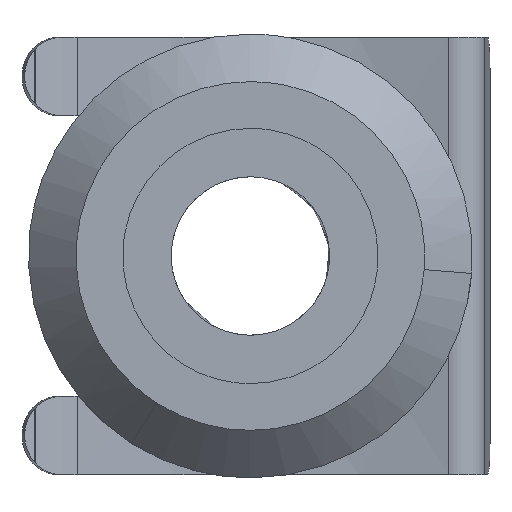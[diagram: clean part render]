
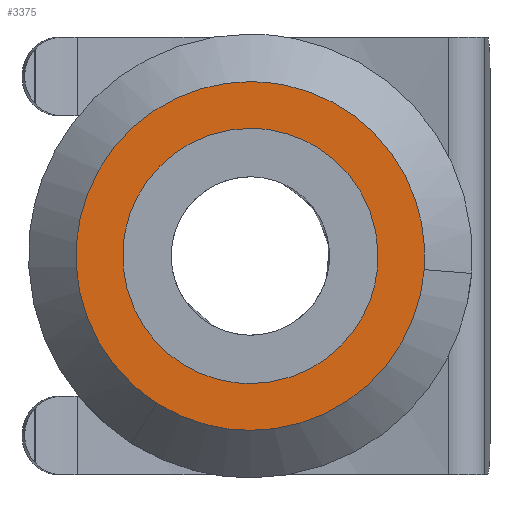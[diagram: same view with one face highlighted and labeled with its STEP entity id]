
A CAD part, front view. The second image highlights one B-rep face of the part: STEP entity #3375.
In plain terms, the highlighted free-form (B-spline) face has degree [1, 1] with [2, 2] control points.
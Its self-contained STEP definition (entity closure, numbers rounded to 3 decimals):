
#1440=CARTESIAN_POINT('',(-4.,-7.994,-0.95));
#1441=VERTEX_POINT('',#1440);
#1447=CARTESIAN_POINT('',(-4.,0.0,8.05));
#1448=VERTEX_POINT('',#1447);
#1449=CARTESIAN_POINT('',(-4.,-7.994,-0.95));
#1450=CARTESIAN_POINT('',(-4.,-8.05,-0.477));
#1451=CARTESIAN_POINT('',(-4.,-8.05,0.0));
#1452=CARTESIAN_POINT('',(-4.,-8.05,8.05));
#1453=CARTESIAN_POINT('',(-4.,0.0,8.05));
#1461=(BOUNDED_CURVE()B_SPLINE_CURVE(2,(#1449,#1450,#1451,#1452,#1453),.UNSPECIFIED.,.F.,.U.)B_SPLINE_CURVE_WITH_KNOTS((3,2,3),(0.23,0.25,0.5),.UNSPECIFIED.)CURVE()GEOMETRIC_REPRESENTATION_ITEM()RATIONAL_B_SPLINE_CURVE((0.956,0.976,1.0,0.707,1.0))REPRESENTATION_ITEM(''));
#1462=EDGE_CURVE('',#1441,#1448,#1461,.T.);
#1464=CARTESIAN_POINT('',(-4.,8.035,0.491));
#1465=VERTEX_POINT('',#1464);
#1466=CARTESIAN_POINT('',(-4.,0.0,8.05));
#1467=CARTESIAN_POINT('',(-4.,7.573,8.05));
#1468=CARTESIAN_POINT('',(-4.,8.035,0.491));
#1476=(BOUNDED_CURVE()B_SPLINE_CURVE(2,(#1466,#1467,#1468),.UNSPECIFIED.,.F.,.U.)B_SPLINE_CURVE_WITH_KNOTS((3,3),(0.5,0.739),.UNSPECIFIED.)CURVE()GEOMETRIC_REPRESENTATION_ITEM()RATIONAL_B_SPLINE_CURVE((1.0,0.72,0.976))REPRESENTATION_ITEM(''));
#1477=EDGE_CURVE('',#1448,#1465,#1476,.T.);
#1551=CARTESIAN_POINT('',(-4.,0.0,-8.05));
#1552=VERTEX_POINT('',#1551);
#1553=CARTESIAN_POINT('',(-4.,8.035,0.491));
#1554=CARTESIAN_POINT('',(-4.,8.05,0.246));
#1555=CARTESIAN_POINT('',(-4.,8.05,0.0));
#1556=CARTESIAN_POINT('',(-4.,8.05,-8.05));
#1557=CARTESIAN_POINT('',(-4.,0.0,-8.05));
#1565=(BOUNDED_CURVE()B_SPLINE_CURVE(2,(#1553,#1554,#1555,#1556,#1557),.UNSPECIFIED.,.F.,.U.)B_SPLINE_CURVE_WITH_KNOTS((3,2,3),(0.739,0.75,1.0),.UNSPECIFIED.)CURVE()GEOMETRIC_REPRESENTATION_ITEM()RATIONAL_B_SPLINE_CURVE((0.976,0.988,1.0,0.707,1.0))REPRESENTATION_ITEM(''));
#1566=EDGE_CURVE('',#1465,#1552,#1565,.T.);
#1568=CARTESIAN_POINT('',(-4.,0.0,-8.05));
#1569=CARTESIAN_POINT('',(-4.,-7.15,-8.05));
#1570=CARTESIAN_POINT('',(-4.,-7.994,-0.95));
#1578=(BOUNDED_CURVE()B_SPLINE_CURVE(2,(#1568,#1569,#1570),.UNSPECIFIED.,.F.,.U.)B_SPLINE_CURVE_WITH_KNOTS((3,3),(0.0,0.23),.UNSPECIFIED.)CURVE()GEOMETRIC_REPRESENTATION_ITEM()RATIONAL_B_SPLINE_CURVE((1.0,0.731,0.956))REPRESENTATION_ITEM(''));
#1579=EDGE_CURVE('',#1552,#1441,#1578,.T.);
#1832=CARTESIAN_POINT('',(-4.,5.916,-9.273));
#1833=VERTEX_POINT('',#1832);
#1839=CARTESIAN_POINT('',(-4.,0.0,11.));
#1840=VERTEX_POINT('',#1839);
#1841=CARTESIAN_POINT('',(-4.,0.0,11.));
#1842=CARTESIAN_POINT('',(-4.,11.,11.));
#1843=CARTESIAN_POINT('',(-4.,11.,0.0));
#1844=CARTESIAN_POINT('',(-4.,11.,-6.03));
#1845=CARTESIAN_POINT('',(-4.,5.916,-9.273));
#1853=(BOUNDED_CURVE()B_SPLINE_CURVE(2,(#1841,#1842,#1843,#1844,#1845),.UNSPECIFIED.,.F.,.U.)B_SPLINE_CURVE_WITH_KNOTS((3,2,3),(0.0,0.25,0.408),.UNSPECIFIED.)CURVE()GEOMETRIC_REPRESENTATION_ITEM()RATIONAL_B_SPLINE_CURVE((1.0,0.707,1.0,0.815,0.864))REPRESENTATION_ITEM(''));
#1854=EDGE_CURVE('',#1840,#1833,#1853,.T.);
#1856=CARTESIAN_POINT('',(-4.,-10.966,-0.863));
#1857=VERTEX_POINT('',#1856);
#1858=CARTESIAN_POINT('',(-4.,-10.966,-0.863));
#1859=CARTESIAN_POINT('',(-4.,-11.,-0.432));
#1860=CARTESIAN_POINT('',(-4.,-11.,0.0));
#1861=CARTESIAN_POINT('',(-4.,-11.,11.));
#1862=CARTESIAN_POINT('',(-4.,0.0,11.));
#1870=(BOUNDED_CURVE()B_SPLINE_CURVE(2,(#1858,#1859,#1860,#1861,#1862),.UNSPECIFIED.,.F.,.U.)B_SPLINE_CURVE_WITH_KNOTS((3,2,3),(0.736,0.75,1.0),.UNSPECIFIED.)CURVE()GEOMETRIC_REPRESENTATION_ITEM()RATIONAL_B_SPLINE_CURVE((0.97,0.984,1.0,0.707,1.0))REPRESENTATION_ITEM(''));
#1871=EDGE_CURVE('',#1857,#1840,#1870,.T.);
#1975=CARTESIAN_POINT('',(-4.,0.0,-11.));
#1976=VERTEX_POINT('',#1975);
#1977=CARTESIAN_POINT('',(-4.,0.0,-11.));
#1978=CARTESIAN_POINT('',(-4.,-10.168,-11.));
#1979=CARTESIAN_POINT('',(-4.,-10.966,-0.863));
#1987=(BOUNDED_CURVE()B_SPLINE_CURVE(2,(#1977,#1978,#1979),.UNSPECIFIED.,.F.,.U.)B_SPLINE_CURVE_WITH_KNOTS((3,3),(0.5,0.736),.UNSPECIFIED.)CURVE()GEOMETRIC_REPRESENTATION_ITEM()RATIONAL_B_SPLINE_CURVE((1.0,0.723,0.97))REPRESENTATION_ITEM(''));
#1988=EDGE_CURVE('',#1976,#1857,#1987,.T.);
#1990=CARTESIAN_POINT('',(-4.,5.916,-9.273));
#1991=CARTESIAN_POINT('',(-4.,3.21,-11.));
#1992=CARTESIAN_POINT('',(-4.,0.0,-11.));
#2000=(BOUNDED_CURVE()B_SPLINE_CURVE(2,(#1990,#1991,#1992),.UNSPECIFIED.,.F.,.U.)B_SPLINE_CURVE_WITH_KNOTS((3,3),(0.408,0.5),.UNSPECIFIED.)CURVE()GEOMETRIC_REPRESENTATION_ITEM()RATIONAL_B_SPLINE_CURVE((0.864,0.892,1.0))REPRESENTATION_ITEM(''));
#2001=EDGE_CURVE('',#1833,#1976,#2000,.T.);
#3358=CARTESIAN_POINT('',(-4.,-12.096,12.099));
#3359=CARTESIAN_POINT('',(-4.,-12.096,-12.099));
#3360=CARTESIAN_POINT('',(-4.,12.095,12.099));
#3361=CARTESIAN_POINT('',(-4.,12.095,-12.099));
#3362=B_SPLINE_SURFACE_WITH_KNOTS('',1,1,((#3358,#3360),(#3359,#3361)),.UNSPECIFIED.,.F.,.F.,.U.,(2,2),(2,2),(0.0,24.198),(0.0,24.19),.UNSPECIFIED.);
#3363=ORIENTED_EDGE('',*,*,#1854,.T.);
#3364=ORIENTED_EDGE('',*,*,#2001,.T.);
#3365=ORIENTED_EDGE('',*,*,#1988,.T.);
#3366=ORIENTED_EDGE('',*,*,#1871,.T.);
#3367=EDGE_LOOP('',(#3363,#3364,#3365,#3366));
#3368=FACE_OUTER_BOUND('',#3367,.T.);
#3369=ORIENTED_EDGE('',*,*,#1477,.F.);
#3370=ORIENTED_EDGE('',*,*,#1462,.F.);
#3371=ORIENTED_EDGE('',*,*,#1579,.F.);
#3372=ORIENTED_EDGE('',*,*,#1566,.F.);
#3373=EDGE_LOOP('',(#3369,#3370,#3371,#3372));
#3374=FACE_BOUND('',#3373,.T.);
#3375=ADVANCED_FACE('',(#3368,#3374),#3362,.F.);
